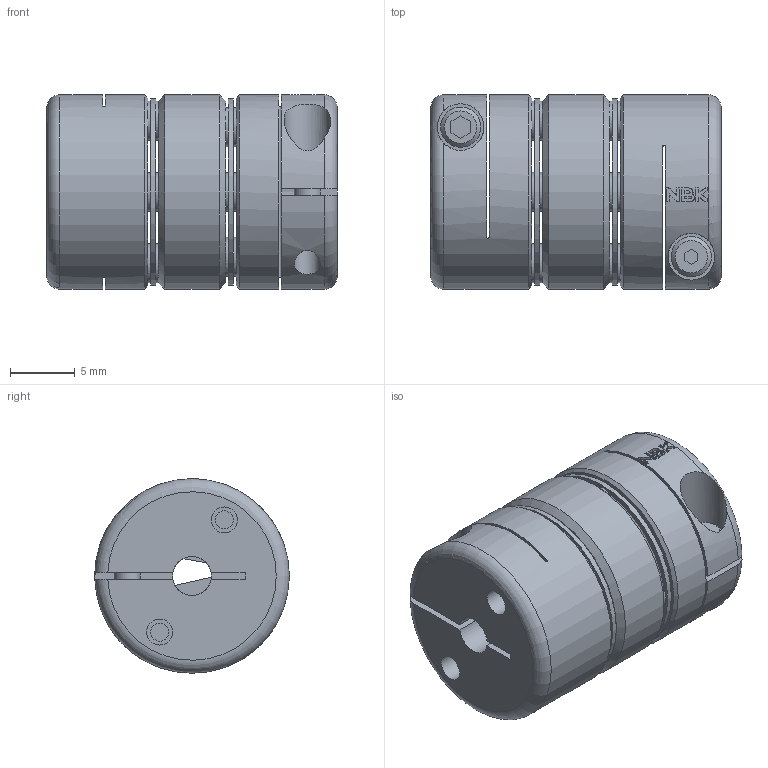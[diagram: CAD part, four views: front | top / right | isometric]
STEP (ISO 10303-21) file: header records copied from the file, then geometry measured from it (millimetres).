
FILE_DESCRIPTION(/* description */ ('STEP AP214'),/* implementation_level */ '2;1');
FILE_NAME(/* name */ 'XHW-15C-3-3',/* time_stamp */ '2024-06-05T11:24:45+02:00',/* author */ ('License CC BY-ND 4.0'),/* organization */ ('CADENAS'),/* preprocessor_version */ 'ST-DEVELOPER v19.3',/* originating_system */ 'PARTsolutions',/* authorisation */ ' ');
FILE_SCHEMA (('AUTOMOTIVE_DESIGN {1 0 10303 214 3 1 1}'));
Length unit declared in the file: millimetre
Products named in the file (5): XHW-15C-3-3; XHW-15C - 3-3 - Hub 1-2.0; XHW-15C - Disk-2.0; XHW-15C_Spacer_2.0; XHW-15C - 3-3 - Hub 2-2.0
Assembly tree (5 placements, depth 2):
  XHW-15C-3-3
    XHW-15C - 3-3 - Hub 1-2.0
    XHW-15C - Disk-2.0  x2
    XHW-15C_Spacer_2.0
    XHW-15C - 3-3 - Hub 2-2.0
Bounding box: 22.4 x 15 x 15 mm (x, y, z)
Volume: 3308.1 mm3; surface area: 3533.9 mm2
Topology: 5 solids, 5 shells, 173 faces, 421 edges, 279 vertices
Faces by surface type: plane 101, cylinder 61, cone 8, torus 3
Full cylindrical faces by diameter (mm): 1.05 x2, 1.275 x1, 1.4 x4, 1.5 x2, 2 x6, 3 x18, 3.1 x2, 3.6 x2, 6 x3, 14.4 x2, 15 x3
Entity records: 4680 total; most frequent: CARTESIAN_POINT 872, DIRECTION 776, ORIENTED_EDGE 662, EDGE_CURVE 331, AXIS2_PLACEMENT_3D 298, EDGE_LOOP 264, FACE_BOUND 264, VERTEX_POINT 245
